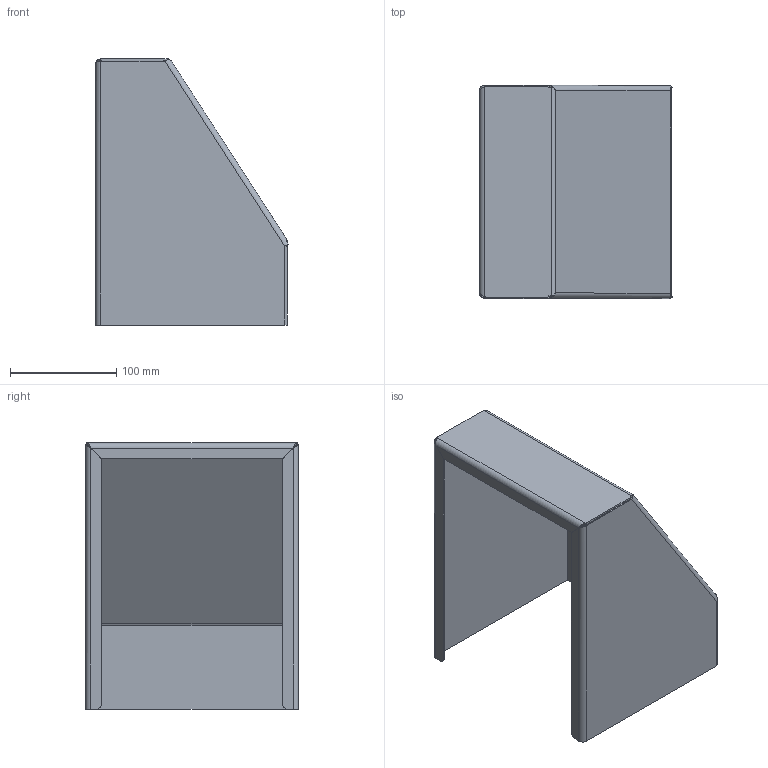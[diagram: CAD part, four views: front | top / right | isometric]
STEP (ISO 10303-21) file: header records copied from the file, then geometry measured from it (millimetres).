
FILE_DESCRIPTION( ( 'Unknown' ), '1' );
FILE_NAME( 'Blech-19.stp', 'Unknown', ( 'Frölje' ), ( 'Janssen Ingenieurbüro' ), 'PSStep 15.0.49', 'Unknown', ' ' );
FILE_SCHEMA( ( 'AUTOMOTIVE_DESIGN { 1 0 10303 214 1 1 1 1 }' ) );
Length unit declared in the file: millimetre
Products named in the file (1): 1
Bounding box: 181.3 x 200 x 250.09 mm (x, y, z)
Volume: 292728.2 mm3; surface area: 296547.8 mm2
Topology: 1 solids, 1 shells, 90 faces, 220 edges, 132 vertices
Faces by surface type: plane 60, cylinder 18, bspline 12
Entity records: 3602 total; most frequent: CARTESIAN_POINT 813, ORIENTED_EDGE 440, DIRECTION 402, EDGE_CURVE 220, LINE 148, VECTOR 148, VERTEX_POINT 132, AXIS2_PLACEMENT_3D 127
